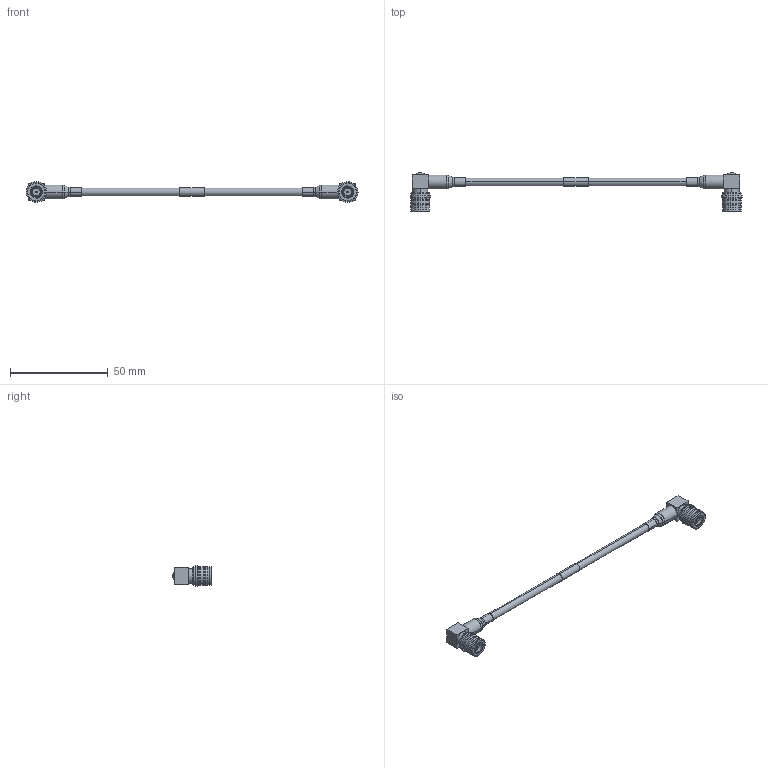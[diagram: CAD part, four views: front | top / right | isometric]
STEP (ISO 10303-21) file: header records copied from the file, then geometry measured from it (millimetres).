
FILE_DESCRIPTION (( 'STEP AP214' ), '1' );
FILE_NAME ('PE3C7975_3D.STEP', '2021-04-13T20:09:43', ( '' ), ( '' ), 'SwSTEP 2.0', 'SolidWorks 2020', '' );
FILE_SCHEMA (( 'AUTOMOTIVE_DESIGN' ));
Length unit declared in the file: inch
Products named in the file (4): TC-402-QM-RA-LP-PE; TFT-402-MA1; PE3C7975_3D; TFT-402_WITH LABEL
Assembly tree (5 placements, depth 2):
  PE3C7975_3D
    TFT-402_WITH LABEL
    TFT-402-MA1  x2
    TC-402-QM-RA-LP-PE  x2
Bounding box: 169.47 x 19.9 x 10.49 mm (x, y, z)
Volume: 4419.6 mm3; surface area: 5794.2 mm2
Topology: 5 solids, 7 shells, 464 faces, 1092 edges, 686 vertices
Faces by surface type: plane 164, cylinder 132, cone 88, torus 68, sphere 12
Entity records: 7355 total; most frequent: CARTESIAN_POINT 1590, DIRECTION 1242, ORIENTED_EDGE 1106, EDGE_CURVE 553, AXIS2_PLACEMENT_3D 510, VERTEX_POINT 349, CIRCLE 265, EDGE_LOOP 264
